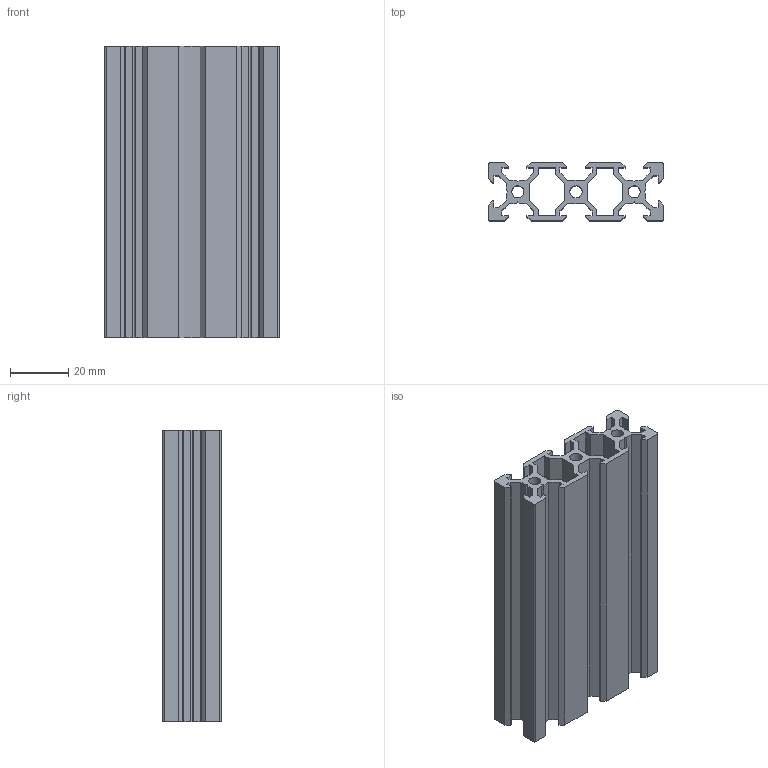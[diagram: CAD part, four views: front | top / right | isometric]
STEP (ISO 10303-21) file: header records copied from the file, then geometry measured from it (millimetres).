
FILE_DESCRIPTION(/* description */ (''),/* implementation_level */ '2;1');
FILE_NAME(/* name */ 'HW601NRC-V-SLOT 2060 - Natural Anodized.step',/* time_stamp */ '2022-10-11T10:29:40+01:00',/* author */ (''),/* organization */ (''),/* preprocessor_version */ 'ST-DEVELOPER v19',/* originating_system */ 'Autodesk Translation Framework v11.7.0.108',/* authorisation */ '');
FILE_SCHEMA (('AUTOMOTIVE_DESIGN { 1 0 10303 214 3 1 1 }'));
Length unit declared in the file: millimetre
Products named in the file (1): HW601NRC
Bounding box: 60 x 20 x 100 mm (x, y, z)
Volume: 42236.3 mm3; surface area: 44455.6 mm2
Topology: 1 solids, 1 shells, 151 faces, 447 edges, 298 vertices
Faces by surface type: plane 144, cylinder 7
Full cylindrical faces by diameter (mm): 4.2 x3
Entity records: 5008 total; most frequent: CARTESIAN_POINT 897, ORIENTED_EDGE 894, DIRECTION 765, EDGE_CURVE 447, LINE 433, VECTOR 433, VERTEX_POINT 298, AXIS2_PLACEMENT_3D 166
